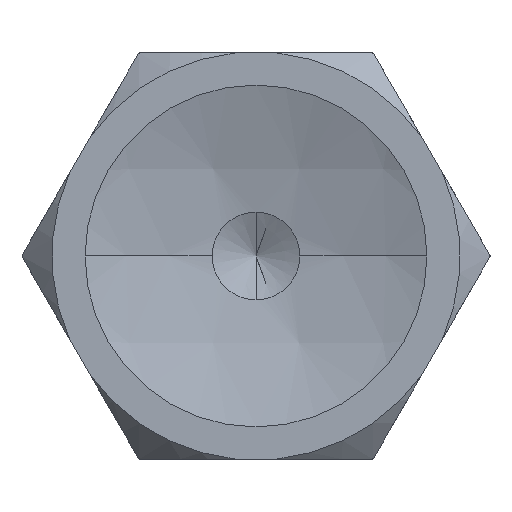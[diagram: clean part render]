
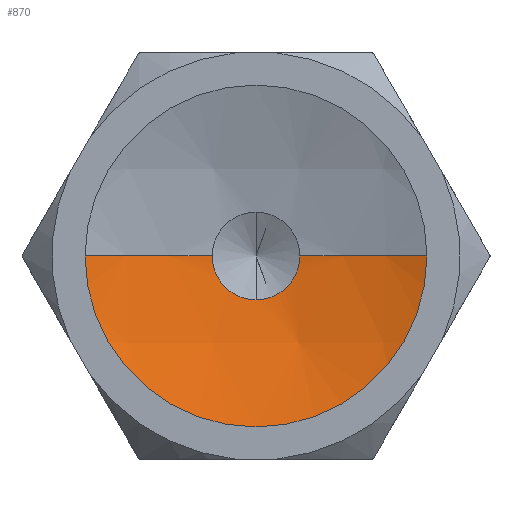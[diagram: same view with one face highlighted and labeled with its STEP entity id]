
A CAD part, front view. The second image highlights one B-rep face of the part: STEP entity #870.
In plain terms, the highlighted spherical face has radius 21 mm.
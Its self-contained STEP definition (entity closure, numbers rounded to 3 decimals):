
#98 = AXIS2_PLACEMENT_3D ( 'NONE', #600, #1333, #704 ) ;
#138 = AXIS2_PLACEMENT_3D ( 'NONE', #568, #1302, #677 ) ;
#170 = FACE_OUTER_BOUND ( 'NONE', #1361, .T. ) ;
#206 = CIRCLE ( 'NONE', #138, 8. ) ;
#247 = VERTEX_POINT ( 'NONE', #1074 ) ;
#267 = ORIENTED_EDGE ( 'NONE', *, *, #1276, .F. ) ;
#288 = DIRECTION ( 'NONE',  ( 0., 0., 1. ) ) ;
#322 = CIRCLE ( 'NONE', #1018, 21. ) ;
#357 = DIRECTION ( 'NONE',  ( 0., 0., 1. ) ) ;
#370 = CARTESIAN_POINT ( 'NONE',  ( 0., -6.017, 0. ) ) ;
#391 = ORIENTED_EDGE ( 'NONE', *, *, #804, .F. ) ;
#476 = CARTESIAN_POINT ( 'NONE',  ( -8., -7.5, 0. ) ) ;
#482 = DIRECTION ( 'NONE',  ( 0., 0., 1. ) ) ;
#525 = CARTESIAN_POINT ( 'NONE',  ( 0., -6.017, 0. ) ) ;
#568 = CARTESIAN_POINT ( 'NONE',  ( 0., -7.5, 0. ) ) ;
#600 = CARTESIAN_POINT ( 'NONE',  ( 0., -26.916, 0. ) ) ;
#635 = DIRECTION ( 'NONE',  ( 0., 0., 1. ) ) ;
#657 = CIRCLE ( 'NONE', #734, 2.05 ) ;
#663 = AXIS2_PLACEMENT_3D ( 'NONE', #890, #357, #1318 ) ;
#677 = DIRECTION ( 'NONE',  ( 0., 0., 1. ) ) ;
#704 = DIRECTION ( 'NONE',  ( -1., 0., 0. ) ) ;
#734 = AXIS2_PLACEMENT_3D ( 'NONE', #370, #1115, #482 ) ;
#748 = ORIENTED_EDGE ( 'NONE', *, *, #971, .T. ) ;
#804 = EDGE_CURVE ( 'NONE', #1308, #894, #206, .T. ) ;
#811 = CARTESIAN_POINT ( 'NONE',  ( 8., -7.5, 0. ) ) ;
#815 = ORIENTED_EDGE ( 'NONE', *, *, #925, .T. ) ;
#863 = CIRCLE ( 'NONE', #1154, 2.05 ) ;
#870 = ADVANCED_FACE ( 'NONE', ( #170 ), #1253, .F. ) ;
#890 = CARTESIAN_POINT ( 'NONE',  ( 0., -26.916, 0. ) ) ;
#894 = VERTEX_POINT ( 'NONE', #476 ) ;
#911 = VERTEX_POINT ( 'NONE', #1216 ) ;
#925 = EDGE_CURVE ( 'NONE', #247, #1072, #657, .T. ) ;
#942 = CARTESIAN_POINT ( 'NONE',  ( 0., -26.916, 0. ) ) ;
#955 = CARTESIAN_POINT ( 'NONE',  ( 0., -6.017, -2.05 ) ) ;
#971 = EDGE_CURVE ( 'NONE', #1308, #247, #322, .T. ) ;
#1018 = AXIS2_PLACEMENT_3D ( 'NONE', #942, #288, #1047 ) ;
#1019 = EDGE_CURVE ( 'NONE', #1072, #911, #863, .T. ) ;
#1047 = DIRECTION ( 'NONE',  ( 1., 0., 0. ) ) ;
#1072 = VERTEX_POINT ( 'NONE', #955 ) ;
#1074 = CARTESIAN_POINT ( 'NONE',  ( 2.05, -6.017, 0. ) ) ;
#1115 = DIRECTION ( 'NONE',  ( 0., 1., 0. ) ) ;
#1154 = AXIS2_PLACEMENT_3D ( 'NONE', #525, #1263, #635 ) ;
#1216 = CARTESIAN_POINT ( 'NONE',  ( -2.05, -6.017, 0. ) ) ;
#1241 = CIRCLE ( 'NONE', #98, 21. ) ;
#1253 = SPHERICAL_SURFACE ( 'NONE', #663, 21. ) ;
#1263 = DIRECTION ( 'NONE',  ( 0., 1., 0. ) ) ;
#1276 = EDGE_CURVE ( 'NONE', #894, #911, #1241, .T. ) ;
#1302 = DIRECTION ( 'NONE',  ( 0., 1., 0. ) ) ;
#1308 = VERTEX_POINT ( 'NONE', #811 ) ;
#1318 = DIRECTION ( 'NONE',  ( -1., 0., 0. ) ) ;
#1333 = DIRECTION ( 'NONE',  ( 0., 0., -1. ) ) ;
#1361 = EDGE_LOOP ( 'NONE', ( #391, #748, #815, #1372, #267 ) ) ;
#1372 = ORIENTED_EDGE ( 'NONE', *, *, #1019, .T. ) ;
